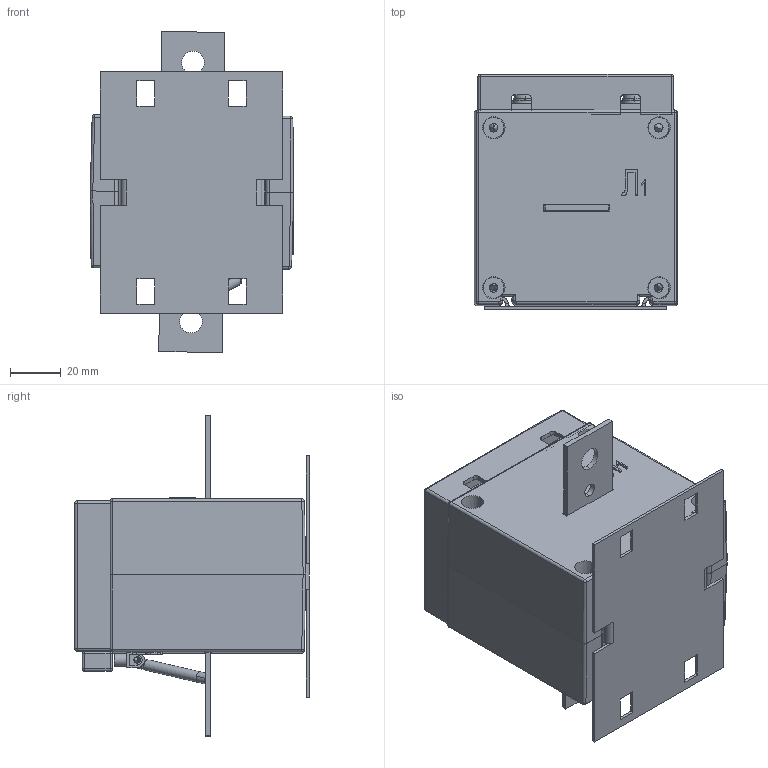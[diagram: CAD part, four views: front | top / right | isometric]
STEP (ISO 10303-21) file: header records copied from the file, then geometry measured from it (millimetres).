
FILE_DESCRIPTION (( 'STEP AP214' ), '1' );
FILE_NAME ('ﾒ-0,66-1.1ﾏ.STEP', '2023-07-27T05:25:06', ( '' ), ( '' ), 'SwSTEP 2.0', 'SolidWorks 2014', '' );
FILE_SCHEMA (( 'AUTOMOTIVE_DESIGN' ));
Length unit declared in the file: millimetre
Products named in the file (72): 妈眚 󊅠.58.019 梦岩17473-80; Êîðïóñ ïëàñòèêîâûé ÇÂÈ-5^Çàæèì âèíòîâîé ÇÂÈ-5 1,5-4ìì2; ÂÅÈÓ.323293.013 Êðûøêà çàùèòíàÿ; ﾒ-0,66-1.1ﾏ; Ãàéêà Ì4.5.019 ÃÎÑÒ5915-70; 屡扔.754312.158 亦犭梓赅; 屡扔.757461.018 袜觐礤黜桕; Øóðóï 2-4õ20.019 ÃÎÑÒ 1144-80; ÂÅÈÓ.754312.152 Òàáëè÷êà ïðåäñòàâèòåëüíàÿ; 屡扔.741134.005 想囗赅; ïë ÷àñòü íàê ä2; àë ÷àñòü íàê ä2; 屡扔.711214.003 噪囗弼; 砎鍒鍱 狟3 2,5 襞旂6323-79 5-200_12; 妈眚 󊙅0.58.019 梦岩17473-80; ïð 2,5 äëÿ êîðï 13-14 âàð 4; 侲膰翴籦鴀 2 DIN 46228_12; èç ïð 2,5 äëÿ êîðï 13-14 âàð 4; ﾘ琺矜 5.65ﾃ.019 ﾃﾎﾑﾒ 6402-70; ÂÅÈÓ.686171.023 Ïîëóêîðïóñ Ë1; ﾘ琺矜 5.01.019 ﾃﾎﾑﾒ11371-78; ÂÅÈÓ.686171.024 Ïîëóêîðïóñ Ë2; 砎鍒鍱 狟3 2,5 襞旂6323-79 5-200_12_-00; ÂÅÈÓ.685412.034 Ìàãíèòîïðîâîä ñ îáìîòêîé_01; ÂÅÈÓ.741132.004 Çàùèòíàÿ ïëàíêà; ïð 2,5 äëÿ êîðï 13-14 âàð 4_-00; Òåðìîïëàâêèé êëåé^ÈÁËÒ.671211.001ÑÁ Òðàíñôîðìàòîð òîêà Ò-0,66 Ò-0,66Ï; èç ïð 2,5 äëÿ êîðï 13-14 âàð 4_-00; ÂÅÈÓ.757249.004 Ïëàñòèíà êîíòàêòíàÿ; 妈眚 󉞅 梦岩; ÂÅÈÓ.323293.013 Êðûøêà çàùèòíàÿ_-01; ﾂﾅﾈﾓ.757242.106ﾑﾁ_12_-10(150-200); Êîíòàêòíàÿ ïëàñòèíà^Çàæèì âèíòîâîé ÇÂÈ-5 1,5-4ìì2; 屡扔.757461.018 袜觐礤黜桕_-02; Çàæèì âèíòîâîé ÇÂÈ-5 1,5-4ìì2; 屡扔.711214.003 噪囗弼_-01
Assembly tree (46 placements, depth 3):
  妈眚 󊅠.58.019 梦岩17473-80
  ÂÅÈÓ.323293.013 Êðûøêà çàùèòíàÿ
  ﾒ-0,66-1.1ﾏ
    砎鍒鍱 狟3 2,5 襞旂6323-79 5-200_12
      ïð 2,5 äëÿ êîðï 13-14 âàð 4
  Ãàéêà Ì4.5.019 ÃÎÑÒ5915-70
  屡扔.757461.018 袜觐礤黜桕
Bounding box: 80.1 x 92.5 x 126.19 mm (x, y, z)
Volume: 124103.8 mm3; surface area: 124224.1 mm2
Topology: 39 solids, 39 shells, 1277 faces, 3246 edges, 2055 vertices
Faces by surface type: plane 708, cylinder 317, cone 128, bspline 49, torus 39, sphere 36
Entity records: 35390 total; most frequent: CARTESIAN_POINT 8415, ORIENTED_EDGE 5262, DIRECTION 5160, EDGE_CURVE 2631, AXIS2_PLACEMENT_3D 1736, VECTOR 1688, LINE 1688, VERTEX_POINT 1671
